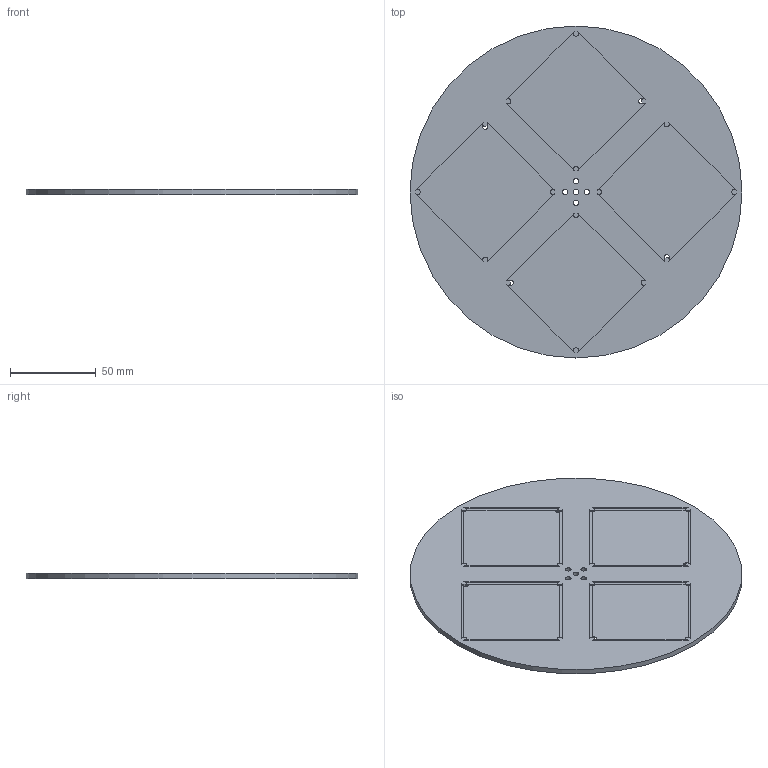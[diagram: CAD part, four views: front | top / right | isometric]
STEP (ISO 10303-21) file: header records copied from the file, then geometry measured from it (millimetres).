
FILE_DESCRIPTION(('FreeCAD Model'),'2;1');
FILE_NAME('output/parts_to_make/maskWheel.step','2017-05-02T08:11:48',( 'FreeCAD'),('FreeCAD'),'Open CASCADE STEP processor 7.1','FreeCAD', 'Unknown');
FILE_SCHEMA(('AUTOMOTIVE_DESIGN_CC2 { 1 2 10303 214 -1 1 5 4 }'));
Length unit declared in the file: millimetre
Products named in the file (1): Open CASCADE STEP translator 7.1 8
Bounding box: 194 x 194 x 3 mm (x, y, z)
Volume: 53343.5 mm3; surface area: 62366.6 mm2
Topology: 1 solids, 1 shells, 88 faces, 246 edges, 160 vertices
Faces by surface type: plane 42, cylinder 30, bspline 16
Full cylindrical faces by diameter (mm): 3.2 x5, 194 x1
Entity records: 2856 total; most frequent: CARTESIAN_POINT 559, ORIENTED_EDGE 492, DIRECTION 448, EDGE_CURVE 246, VERTEX_POINT 160, LINE 158, VECTOR 158, AXIS2_PLACEMENT_3D 145
